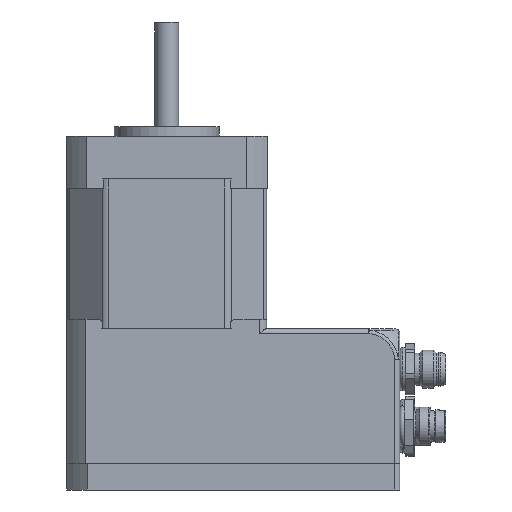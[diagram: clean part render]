
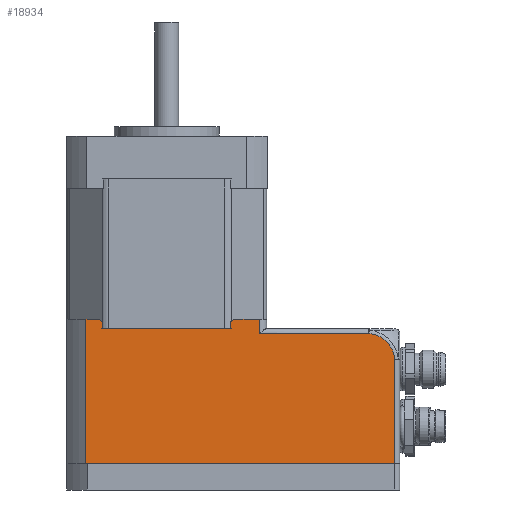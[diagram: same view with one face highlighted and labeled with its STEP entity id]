
A CAD part, left-side view. The second image highlights one B-rep face of the part: STEP entity #18934.
In plain terms, the highlighted planar face has unit normal (-1, 0, 0).
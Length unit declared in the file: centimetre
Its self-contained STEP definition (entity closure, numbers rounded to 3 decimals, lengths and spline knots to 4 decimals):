
#290=B_SPLINE_CURVE_WITH_KNOTS('',3,(#29709,#29710,#29711,#29712),
 .UNSPECIFIED.,.F.,.F.,(4,4),(0.,1.),.UNSPECIFIED.);
#291=B_SPLINE_CURVE_WITH_KNOTS('',3,(#29728,#29729,#29730,#29731),
 .UNSPECIFIED.,.F.,.F.,(4,4),(0.,1.),.UNSPECIFIED.);
#987=PLANE('',#20341);
#1697=FACE_OUTER_BOUND('',#2882,.T.);
#2882=EDGE_LOOP('',(#13304,#13305,#13306,#13307,#13308,#13309,#13310,#13311,
#13312,#13313,#13314,#13315,#13316));
#4228=LINE('',#29722,#5649);
#4229=LINE('',#29724,#5650);
#4230=LINE('',#29726,#5651);
#4231=LINE('',#29733,#5652);
#4232=LINE('',#29735,#5653);
#4233=LINE('',#29737,#5654);
#4234=LINE('',#29739,#5655);
#4235=LINE('',#29743,#5656);
#4236=LINE('',#29745,#5657);
#4237=LINE('',#29746,#5658);
#5649=VECTOR('',#23155,0.15);
#5650=VECTOR('',#23156,2.6796);
#5651=VECTOR('',#23157,0.15);
#5652=VECTOR('',#23158,0.2664);
#5653=VECTOR('',#23159,3.04);
#5654=VECTOR('',#23160,6.4971);
#5655=VECTOR('',#23161,2.19);
#5656=VECTOR('',#23164,2.3);
#5657=VECTOR('',#23165,0.3);
#5658=VECTOR('',#23166,0.5194);
#7054=CIRCLE('',#20342,0.6021);
#8157=VERTEX_POINT('',#29707);
#8158=VERTEX_POINT('',#29708);
#8161=VERTEX_POINT('',#29721);
#8162=VERTEX_POINT('',#29723);
#8163=VERTEX_POINT('',#29725);
#8164=VERTEX_POINT('',#29727);
#8165=VERTEX_POINT('',#29732);
#8166=VERTEX_POINT('',#29734);
#8167=VERTEX_POINT('',#29736);
#8168=VERTEX_POINT('',#29738);
#8169=VERTEX_POINT('',#29740);
#8170=VERTEX_POINT('',#29742);
#8171=VERTEX_POINT('',#29744);
#10128=EDGE_CURVE('',#8157,#8158,#290,.T.);
#10132=EDGE_CURVE('',#8157,#8161,#4228,.T.);
#10133=EDGE_CURVE('',#8161,#8162,#4229,.T.);
#10134=EDGE_CURVE('',#8163,#8162,#4230,.T.);
#10135=EDGE_CURVE('',#8164,#8163,#291,.T.);
#10136=EDGE_CURVE('',#8164,#8165,#4231,.T.);
#10137=EDGE_CURVE('',#8165,#8166,#4232,.T.);
#10138=EDGE_CURVE('',#8167,#8166,#4233,.T.);
#10139=EDGE_CURVE('',#8168,#8167,#4234,.T.);
#10140=EDGE_CURVE('',#8168,#8169,#7054,.T.);
#10141=EDGE_CURVE('',#8169,#8170,#4235,.T.);
#10142=EDGE_CURVE('',#8170,#8171,#4236,.T.);
#10143=EDGE_CURVE('',#8171,#8158,#4237,.T.);
#13304=ORIENTED_EDGE('',*,*,#10128,.F.);
#13305=ORIENTED_EDGE('',*,*,#10132,.T.);
#13306=ORIENTED_EDGE('',*,*,#10133,.T.);
#13307=ORIENTED_EDGE('',*,*,#10134,.F.);
#13308=ORIENTED_EDGE('',*,*,#10135,.F.);
#13309=ORIENTED_EDGE('',*,*,#10136,.T.);
#13310=ORIENTED_EDGE('',*,*,#10137,.T.);
#13311=ORIENTED_EDGE('',*,*,#10138,.F.);
#13312=ORIENTED_EDGE('',*,*,#10139,.F.);
#13313=ORIENTED_EDGE('',*,*,#10140,.T.);
#13314=ORIENTED_EDGE('',*,*,#10141,.T.);
#13315=ORIENTED_EDGE('',*,*,#10142,.T.);
#13316=ORIENTED_EDGE('',*,*,#10143,.T.);
#18934=ADVANCED_FACE('',(#1697),#987,.T.);
#20341=AXIS2_PLACEMENT_3D('',#29720,#23153,#23154);
#20342=AXIS2_PLACEMENT_3D('',#29741,#23162,#23163);
#23153=DIRECTION('center_axis',(-1.,0.,0.));
#23154=DIRECTION('ref_axis',(0.,0.,1.));
#23155=DIRECTION('',(0.,0.,-1.));
#23156=DIRECTION('',(0.,1.,0.));
#23157=DIRECTION('',(0.,0.,-1.));
#23158=DIRECTION('',(0.,1.,0.));
#23159=DIRECTION('',(0.,0.,-1.));
#23160=DIRECTION('',(0.,1.,0.));
#23161=DIRECTION('',(0.,0.,-1.));
#23162=DIRECTION('center_axis',(-1.,0.,0.));
#23163=DIRECTION('ref_axis',(0.,0.,
1.));
#23164=DIRECTION('',(0.,1.,0.));
#23165=DIRECTION('',(0.,0.,1.));
#23166=DIRECTION('',(0.,1.,0.));
#29707=CARTESIAN_POINT('',(-2.1,-1.3398,-1.425));
#29708=CARTESIAN_POINT('',(-2.1,-1.4306,-1.375));
#29709=CARTESIAN_POINT('Ctrl Pts',(-2.1,-1.3398,-1.425));
#29710=CARTESIAN_POINT('Ctrl Pts',(-2.1,-1.3702,-1.4086));
#29711=CARTESIAN_POINT('Ctrl Pts',(-2.1,-1.4005,-1.392));
#29712=CARTESIAN_POINT('Ctrl Pts',(-2.1,-1.4306,-1.375));
#29720=CARTESIAN_POINT('Origin',(-2.1,-3.2,-2.465));
#29721=CARTESIAN_POINT('',(-2.1,-1.3398,-1.575));
#29722=CARTESIAN_POINT('',(-2.1,-1.3398,-1.425));
#29723=CARTESIAN_POINT('',(-2.1,1.3398,-1.575));
#29724=CARTESIAN_POINT('',(-2.1,-1.3398,-1.575));
#29725=CARTESIAN_POINT('',(-2.1,1.3398,-1.425));
#29726=CARTESIAN_POINT('',(-2.1,1.3398,-1.425));
#29727=CARTESIAN_POINT('',(-2.1,1.4306,-1.375));
#29728=CARTESIAN_POINT('Ctrl Pts',(-2.1,1.4306,-1.375));
#29729=CARTESIAN_POINT('Ctrl Pts',(-2.1,1.4005,-1.392));
#29730=CARTESIAN_POINT('Ctrl Pts',(-2.1,1.3702,-1.4086));
#29731=CARTESIAN_POINT('Ctrl Pts',(-2.1,1.3398,-1.425));
#29732=CARTESIAN_POINT('',(-2.1,1.6971,-1.375));
#29733=CARTESIAN_POINT('',(-2.1,1.4306,-1.375));
#29734=CARTESIAN_POINT('',(-2.1,1.6971,-4.415));
#29735=CARTESIAN_POINT('',(-2.1,1.6971,-1.375));
#29736=CARTESIAN_POINT('',(-2.1,-4.8,-4.415));
#29737=CARTESIAN_POINT('',(-2.1,-4.8,-4.415));
#29738=CARTESIAN_POINT('',(-2.1,-4.8,-2.225));
#29739=CARTESIAN_POINT('',(-2.1,-4.8,-2.225));
#29740=CARTESIAN_POINT('',(-2.1,-4.25,-1.675));
#29741=CARTESIAN_POINT('Origin',(-2.1,-4.2,-2.275));
#29742=CARTESIAN_POINT('',(-2.1,-1.95,-1.675));
#29743=CARTESIAN_POINT('',(-2.1,-4.25,-1.675));
#29744=CARTESIAN_POINT('',(-2.1,-1.95,-1.375));
#29745=CARTESIAN_POINT('',(-2.1,-1.95,-1.675));
#29746=CARTESIAN_POINT('',(-2.1,-1.95,-1.375));
